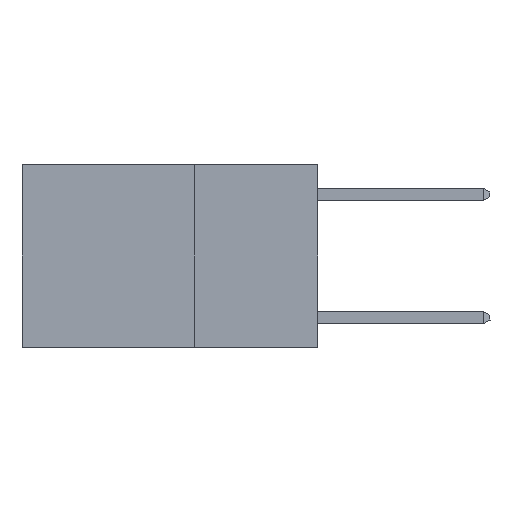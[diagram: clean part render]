
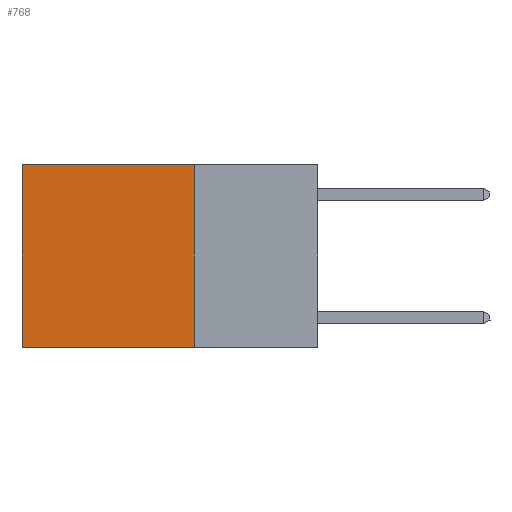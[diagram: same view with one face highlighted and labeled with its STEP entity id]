
A CAD part, left-side view. The second image highlights one B-rep face of the part: STEP entity #768.
In plain terms, the highlighted planar face has unit normal (-1, 0, 0).
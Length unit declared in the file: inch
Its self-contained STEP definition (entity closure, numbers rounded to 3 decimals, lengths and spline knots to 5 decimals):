
#177 = VERTEX_POINT ( 'NONE', #3139 ) ;
#236 = DIRECTION ( 'NONE',  ( 0., 0., -1. ) ) ;
#768 = ADVANCED_FACE ( 'NONE', ( #1793 ), #10263, .F. ) ;
#1066 = DIRECTION ( 'NONE',  ( 0., 0., -1. ) ) ;
#1310 = DIRECTION ( 'NONE',  ( 0., 1., 0. ) ) ;
#1793 = FACE_OUTER_BOUND ( 'NONE', #5214, .T. ) ;
#2451 = CARTESIAN_POINT ( 'NONE',  ( 0.2625, 0.25, 0. ) ) ;
#2621 = VECTOR ( 'NONE', #236, 39.37008 ) ;
#2810 = LINE ( 'NONE', #6105, #7544 ) ;
#3139 = CARTESIAN_POINT ( 'NONE',  ( 0.2625, 0.25, 0. ) ) ;
#4097 = ORIENTED_EDGE ( 'NONE', *, *, #8430, .T. ) ;
#4350 = LINE ( 'NONE', #2451, #6549 ) ;
#4685 = ORIENTED_EDGE ( 'NONE', *, *, #8289, .F. ) ;
#4869 = ORIENTED_EDGE ( 'NONE', *, *, #8689, .F. ) ;
#4947 = ORIENTED_EDGE ( 'NONE', *, *, #7728, .T. ) ;
#5214 = EDGE_LOOP ( 'NONE', ( #4097, #4685, #4869, #4947 ) ) ;
#5219 = LINE ( 'NONE', #9943, #2621 ) ;
#6026 = VERTEX_POINT ( 'NONE', #7107 ) ;
#6105 = CARTESIAN_POINT ( 'NONE',  ( 0.2625, 0.6, 0. ) ) ;
#6549 = VECTOR ( 'NONE', #1310, 39.37008 ) ;
#6830 = CARTESIAN_POINT ( 'NONE',  ( 0.2625, 0.25, -0.37 ) ) ;
#7107 = CARTESIAN_POINT ( 'NONE',  ( 0.2625, 0.25, -0.37 ) ) ;
#7544 = VECTOR ( 'NONE', #1066, 39.37008 ) ;
#7728 = EDGE_CURVE ( 'NONE', #177, #9161, #4350, .T. ) ;
#7762 = CARTESIAN_POINT ( 'NONE',  ( 0.2625, 0.6, -0.37 ) ) ;
#7804 = DIRECTION ( 'NONE',  ( 0., 0., -1. ) ) ;
#7812 = DIRECTION ( 'NONE',  ( 1., 0., 0. ) ) ;
#7843 = CARTESIAN_POINT ( 'NONE',  ( 0.2625, 0.25, 0. ) ) ;
#8289 = EDGE_CURVE ( 'NONE', #6026, #9288, #9261, .T. ) ;
#8430 = EDGE_CURVE ( 'NONE', #9161, #9288, #2810, .T. ) ;
#8689 = EDGE_CURVE ( 'NONE', #177, #6026, #5219, .T. ) ;
#8979 = VECTOR ( 'NONE', #11373, 39.37008 ) ;
#9161 = VERTEX_POINT ( 'NONE', #12129 ) ;
#9261 = LINE ( 'NONE', #6830, #8979 ) ;
#9288 = VERTEX_POINT ( 'NONE', #7762 ) ;
#9943 = CARTESIAN_POINT ( 'NONE',  ( 0.2625, 0.25, 0. ) ) ;
#10263 = PLANE ( 'NONE',  #11874 ) ;
#11373 = DIRECTION ( 'NONE',  ( 0., 1., 0. ) ) ;
#11874 = AXIS2_PLACEMENT_3D ( 'NONE', #7843, #7812, #7804 ) ;
#12129 = CARTESIAN_POINT ( 'NONE',  ( 0.2625, 0.6, 0. ) ) ;
